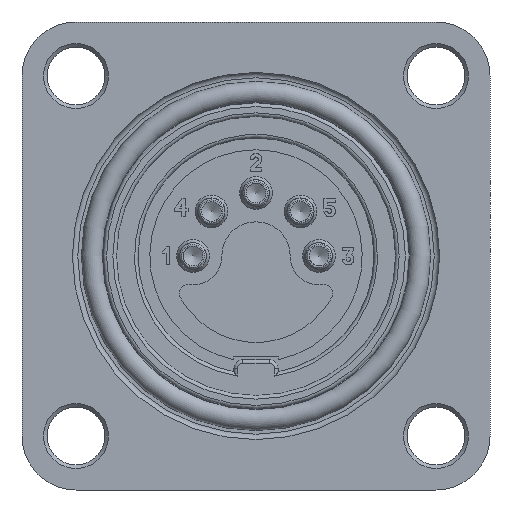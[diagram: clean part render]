
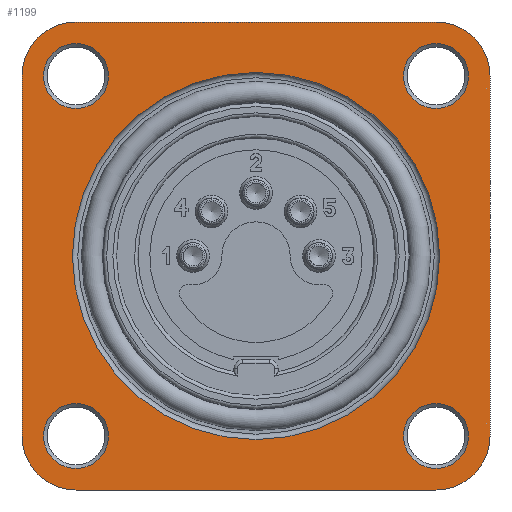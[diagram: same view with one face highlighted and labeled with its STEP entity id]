
A CAD part, front view. The second image highlights one B-rep face of the part: STEP entity #1199.
In plain terms, the highlighted planar face has unit normal (0, -1, 0).
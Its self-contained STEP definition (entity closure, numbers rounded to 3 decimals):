
#1199=ADVANCED_FACE('',(#1532,#1533,#1534,#1535,#1536,#1537),#1426,.T.);
#1426=PLANE('',#5085);
#1532=FACE_BOUND('',#1902,.T.);
#1533=FACE_BOUND('',#1903,.T.);
#1534=FACE_BOUND('',#1904,.T.);
#1535=FACE_BOUND('',#1905,.T.);
#1536=FACE_BOUND('',#1906,.T.);
#1537=FACE_BOUND('',#1907,.T.);
#1902=EDGE_LOOP('',(#2969));
#1903=EDGE_LOOP('',(#2970));
#1904=EDGE_LOOP('',(#2971));
#1905=EDGE_LOOP('',(#2972));
#1906=EDGE_LOOP('',(#2973));
#1907=EDGE_LOOP('',(#2974,#2975,#2976,#2977,#2978,#2979,#2980,#2981));
#2256=CIRCLE('',#5076,1.8);
#2257=CIRCLE('',#5077,1.8);
#2258=CIRCLE('',#5078,1.8);
#2259=CIRCLE('',#5079,1.8);
#2260=CIRCLE('',#5080,10.2);
#2261=CIRCLE('',#5081,3.);
#2262=CIRCLE('',#5082,3.);
#2263=CIRCLE('',#5083,3.);
#2264=CIRCLE('',#5084,3.);
#2969=ORIENTED_EDGE('',*,*,#4199,.T.);
#2970=ORIENTED_EDGE('',*,*,#4200,.T.);
#2971=ORIENTED_EDGE('',*,*,#4201,.T.);
#2972=ORIENTED_EDGE('',*,*,#4202,.T.);
#2973=ORIENTED_EDGE('',*,*,#4203,.F.);
#2974=ORIENTED_EDGE('',*,*,#4186,.T.);
#2975=ORIENTED_EDGE('',*,*,#4204,.T.);
#2976=ORIENTED_EDGE('',*,*,#4196,.T.);
#2977=ORIENTED_EDGE('',*,*,#4205,.T.);
#2978=ORIENTED_EDGE('',*,*,#4178,.T.);
#2979=ORIENTED_EDGE('',*,*,#4206,.T.);
#2980=ORIENTED_EDGE('',*,*,#4182,.T.);
#2981=ORIENTED_EDGE('',*,*,#4207,.T.);
#3696=VERTEX_POINT('',#7434);
#3699=VERTEX_POINT('',#7439);
#3700=VERTEX_POINT('',#7443);
#3703=VERTEX_POINT('',#7448);
#3704=VERTEX_POINT('',#7452);
#3707=VERTEX_POINT('',#7457);
#3714=VERTEX_POINT('',#7476);
#3717=VERTEX_POINT('',#7481);
#3720=VERTEX_POINT('',#7490);
#3721=VERTEX_POINT('',#7492);
#3722=VERTEX_POINT('',#7494);
#3723=VERTEX_POINT('',#7496);
#3724=VERTEX_POINT('',#7498);
#4178=EDGE_CURVE('',#3696,#3699,#4585,.T.);
#4182=EDGE_CURVE('',#3700,#3703,#4589,.T.);
#4186=EDGE_CURVE('',#3704,#3707,#4593,.T.);
#4196=EDGE_CURVE('',#3714,#3717,#4597,.T.);
#4199=EDGE_CURVE('',#3720,#3720,#2256,.T.);
#4200=EDGE_CURVE('',#3721,#3721,#2257,.T.);
#4201=EDGE_CURVE('',#3722,#3722,#2258,.T.);
#4202=EDGE_CURVE('',#3723,#3723,#2259,.T.);
#4203=EDGE_CURVE('',#3724,#3724,#2260,.T.);
#4204=EDGE_CURVE('',#3707,#3714,#2261,.T.);
#4205=EDGE_CURVE('',#3717,#3696,#2262,.T.);
#4206=EDGE_CURVE('',#3699,#3700,#2263,.T.);
#4207=EDGE_CURVE('',#3703,#3704,#2264,.T.);
#4585=LINE('',#7440,#4823);
#4589=LINE('',#7449,#4827);
#4593=LINE('',#7458,#4831);
#4597=LINE('',#7482,#4835);
#4823=VECTOR('',#5951,1.);
#4827=VECTOR('',#5957,1.);
#4831=VECTOR('',#5963,1.);
#4835=VECTOR('',#5987,1.);
#5076=AXIS2_PLACEMENT_3D('',#7489,#5996,#5997);
#5077=AXIS2_PLACEMENT_3D('',#7491,#5998,#5999);
#5078=AXIS2_PLACEMENT_3D('',#7493,#6000,#6001);
#5079=AXIS2_PLACEMENT_3D('',#7495,#6002,#6003);
#5080=AXIS2_PLACEMENT_3D('',#7497,#6004,#6005);
#5081=AXIS2_PLACEMENT_3D('',#7499,#6006,#6007);
#5082=AXIS2_PLACEMENT_3D('',#7500,#6008,#6009);
#5083=AXIS2_PLACEMENT_3D('',#7501,#6010,#6011);
#5084=AXIS2_PLACEMENT_3D('',#7502,#6012,#6013);
#5085=AXIS2_PLACEMENT_3D('',#7503,#6014,#6015);
#5951=DIRECTION('',(-1.,0.,0.));
#5957=DIRECTION('',(0.,0.,-1.));
#5963=DIRECTION('',(1.,0.,0.));
#5987=DIRECTION('',(0.,0.,1.));
#5996=DIRECTION('',(0.,1.,0.));
#5997=DIRECTION('',(0.,0.,-1.));
#5998=DIRECTION('',(0.,1.,0.));
#5999=DIRECTION('',(0.,0.,-1.));
#6000=DIRECTION('',(0.,1.,0.));
#6001=DIRECTION('',(0.,0.,-1.));
#6002=DIRECTION('',(0.,1.,0.));
#6003=DIRECTION('',(0.,0.,-1.));
#6004=DIRECTION('',(0.,-1.,0.));
#6005=DIRECTION('',(0.,0.,-1.));
#6006=DIRECTION('',(0.,-1.,0.));
#6007=DIRECTION('',(0.,0.,-1.));
#6008=DIRECTION('',(0.,-1.,0.));
#6009=DIRECTION('',(0.,0.,-1.));
#6010=DIRECTION('',(0.,-1.,0.));
#6011=DIRECTION('',(0.,0.,-1.));
#6012=DIRECTION('',(0.,-1.,0.));
#6013=DIRECTION('',(0.,0.,-1.));
#6014=DIRECTION('',(0.,-1.,0.));
#6015=DIRECTION('',(0.,0.,-1.));
#7434=CARTESIAN_POINT('',(10.,-10.,13.));
#7439=CARTESIAN_POINT('',(-10.,-10.,13.));
#7440=CARTESIAN_POINT('',(13.,-10.,13.));
#7443=CARTESIAN_POINT('',(-13.,-10.,10.));
#7448=CARTESIAN_POINT('',(-13.,-10.,-10.));
#7449=CARTESIAN_POINT('',(-13.,-10.,13.));
#7452=CARTESIAN_POINT('',(-10.,-10.,-13.));
#7457=CARTESIAN_POINT('',(10.,-10.,-13.));
#7458=CARTESIAN_POINT('',(-13.,-10.,-13.));
#7476=CARTESIAN_POINT('',(13.,-10.,-10.));
#7481=CARTESIAN_POINT('',(13.,-10.,10.));
#7482=CARTESIAN_POINT('',(13.,-10.,-13.));
#7489=CARTESIAN_POINT('',(-10.,-10.,-10.));
#7490=CARTESIAN_POINT('',(-10.,-10.,-11.8));
#7491=CARTESIAN_POINT('',(-10.,-10.,10.));
#7492=CARTESIAN_POINT('',(-10.,-10.,8.2));
#7493=CARTESIAN_POINT('',(10.,-10.,10.));
#7494=CARTESIAN_POINT('',(10.,-10.,8.2));
#7495=CARTESIAN_POINT('',(10.,-10.,-10.));
#7496=CARTESIAN_POINT('',(10.,-10.,-11.8));
#7497=CARTESIAN_POINT('',(0.,-10.,0.));
#7498=CARTESIAN_POINT('',(0.,-10.,-10.2));
#7499=CARTESIAN_POINT('',(10.,-10.,-10.));
#7500=CARTESIAN_POINT('',(10.,-10.,10.));
#7501=CARTESIAN_POINT('',(-10.,-10.,10.));
#7502=CARTESIAN_POINT('',(-10.,-10.,-10.));
#7503=CARTESIAN_POINT('',(-10.,-10.,-10.));
